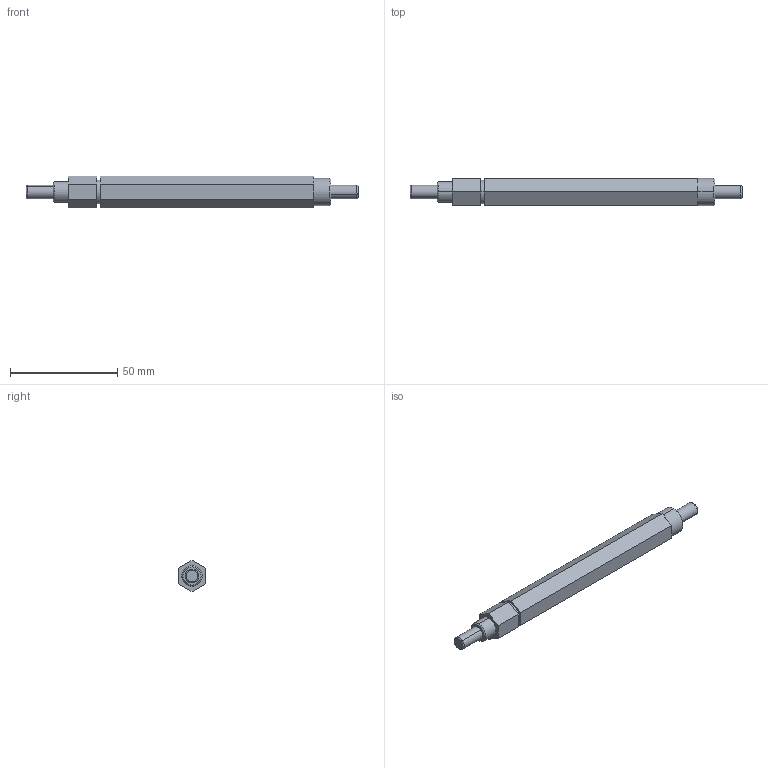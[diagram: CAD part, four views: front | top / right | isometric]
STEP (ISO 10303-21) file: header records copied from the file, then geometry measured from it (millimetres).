
FILE_DESCRIPTION (( 'STEP AP214' ), '1' );
FILE_NAME ('am-2566b Toughbox 500 Hex Steel Output Shaft with Magnet or Dowel for AM14U5.STEP', '2021-06-25T21:03:36', ( '' ), ( '' ), 'SwSTEP 2.0', 'SolidWorks 2021', '' );
FILE_SCHEMA (( 'AUTOMOTIVE_DESIGN' ));
Length unit declared in the file: inch
Products named in the file (3): ip-2566b Toughbox Hex Output Shaft For AM14U5; 250x1000_dowel; am-2566b Toughbox 500 Hex Steel Output Shaft with Magnet or Dowel for AM14U5
Assembly tree (3 placements, depth 2):
  am-2566b Toughbox 500 Hex Steel Output Shaft with Magnet or Dowel for AM14U5
    ip-2566b Toughbox Hex Output Shaft For AM14U5
    250x1000_dowel  x2
Bounding box: 155.02 x 12.7 x 14.66 mm (x, y, z)
Volume: 18202.7 mm3; surface area: 7536.8 mm2
Topology: 3 solids, 3 shells, 57 faces, 122 edges, 72 vertices
Faces by surface type: plane 27, cylinder 14, cone 8, torus 8
Entity records: 1444 total; most frequent: DIRECTION 256, CARTESIAN_POINT 223, ORIENTED_EDGE 208, EDGE_CURVE 104, AXIS2_PLACEMENT_3D 97, VERTEX_POINT 64, LINE 62, VECTOR 62
